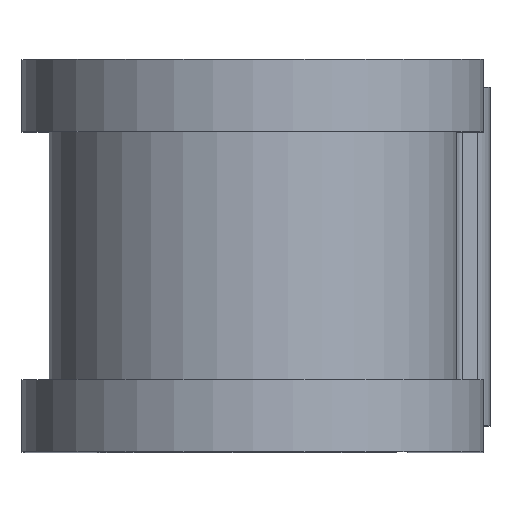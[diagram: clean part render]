
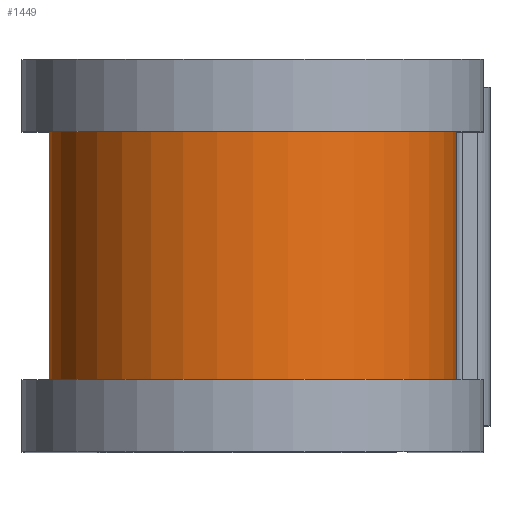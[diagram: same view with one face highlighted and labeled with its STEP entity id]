
A CAD part, top view. The second image highlights one B-rep face of the part: STEP entity #1449.
In plain terms, the highlighted cylindrical face has radius 11.468 mm (diameter 22.936 mm), a partial arc.
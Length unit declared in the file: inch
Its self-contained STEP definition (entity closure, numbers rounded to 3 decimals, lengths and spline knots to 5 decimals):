
#21 = DIRECTION ( 'NONE',  ( 0., 0., -1. ) ) ;
#124 = DIRECTION ( 'NONE',  ( 0., -1., 0. ) ) ;
#177 = VERTEX_POINT ( 'NONE', #1183 ) ;
#259 = CIRCLE ( 'NONE', #272, 0.4515 ) ;
#268 = DIRECTION ( 'NONE',  ( 0., 0., -1. ) ) ;
#272 = AXIS2_PLACEMENT_3D ( 'NONE', #875, #1916, #21 ) ;
#280 = VECTOR ( 'NONE', #776, 39.37008 ) ;
#284 = LINE ( 'NONE', #1797, #280 ) ;
#286 = VECTOR ( 'NONE', #796, 39.37008 ) ;
#322 = CYLINDRICAL_SURFACE ( 'NONE', #1065, 0.4515 ) ;
#510 = EDGE_CURVE ( 'NONE', #1937, #1472, #284, .T. ) ;
#513 = EDGE_CURVE ( 'NONE', #177, #1440, #565, .T. ) ;
#541 = EDGE_CURVE ( 'NONE', #1472, #1440, #259, .T. ) ;
#565 = LINE ( 'NONE', #1646, #286 ) ;
#729 = CARTESIAN_POINT ( 'NONE',  ( 0., 0.275, 0.687 ) ) ;
#750 = CARTESIAN_POINT ( 'NONE',  ( 0.4515, -0.275, 0.687 ) ) ;
#776 = DIRECTION ( 'NONE',  ( 0., -1., 0. ) ) ;
#796 = DIRECTION ( 'NONE',  ( 0., -1., 0. ) ) ;
#875 = CARTESIAN_POINT ( 'NONE',  ( 0., -0.275, 0.687 ) ) ;
#886 = DIRECTION ( 'NONE',  ( 0., 0., -1. ) ) ;
#891 = FACE_OUTER_BOUND ( 'NONE', #1817, .T. ) ;
#1026 = ORIENTED_EDGE ( 'NONE', *, *, #510, .F. ) ;
#1065 = AXIS2_PLACEMENT_3D ( 'NONE', #1411, #124, #268 ) ;
#1183 = CARTESIAN_POINT ( 'NONE',  ( -0.4515, 0.275, 0.687 ) ) ;
#1234 = ORIENTED_EDGE ( 'NONE', *, *, #1380, .T. ) ;
#1255 = ORIENTED_EDGE ( 'NONE', *, *, #513, .T. ) ;
#1266 = ORIENTED_EDGE ( 'NONE', *, *, #541, .F. ) ;
#1380 = EDGE_CURVE ( 'NONE', #1937, #177, #2131, .T. ) ;
#1411 = CARTESIAN_POINT ( 'NONE',  ( 0., 0.375, 0.687 ) ) ;
#1440 = VERTEX_POINT ( 'NONE', #2098 ) ;
#1449 = ADVANCED_FACE ( 'NONE', ( #891 ), #322, .T. ) ;
#1472 = VERTEX_POINT ( 'NONE', #750 ) ;
#1646 = CARTESIAN_POINT ( 'NONE',  ( -0.4515, 0.375, 0.687 ) ) ;
#1676 = AXIS2_PLACEMENT_3D ( 'NONE', #729, #1927, #886 ) ;
#1735 = CARTESIAN_POINT ( 'NONE',  ( 0.4515, 0.275, 0.687 ) ) ;
#1797 = CARTESIAN_POINT ( 'NONE',  ( 0.4515, 0.375, 0.687 ) ) ;
#1817 = EDGE_LOOP ( 'NONE', ( #1026, #1234, #1255, #1266 ) ) ;
#1916 = DIRECTION ( 'NONE',  ( 0., -1., 0. ) ) ;
#1927 = DIRECTION ( 'NONE',  ( 0., -1., 0. ) ) ;
#1937 = VERTEX_POINT ( 'NONE', #1735 ) ;
#2098 = CARTESIAN_POINT ( 'NONE',  ( -0.4515, -0.275, 0.687 ) ) ;
#2131 = CIRCLE ( 'NONE', #1676, 0.4515 ) ;
